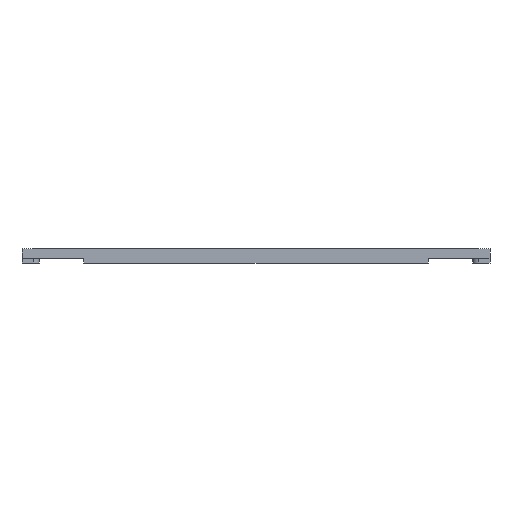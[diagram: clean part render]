
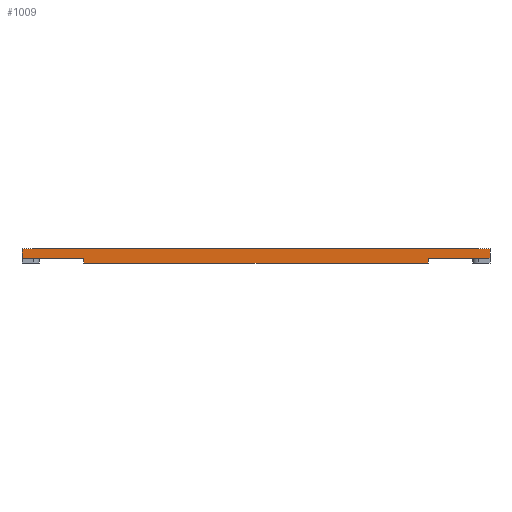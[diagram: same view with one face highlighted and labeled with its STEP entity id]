
A CAD part, front view. The second image highlights one B-rep face of the part: STEP entity #1009.
In plain terms, the highlighted planar face has unit normal (0, -1, 0).
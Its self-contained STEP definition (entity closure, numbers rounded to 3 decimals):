
#71 = EDGE_CURVE('',#72,#74,#76,.T.);
#72 = VERTEX_POINT('',#73);
#73 = CARTESIAN_POINT('',(0.,0.,1.5));
#74 = VERTEX_POINT('',#75);
#75 = CARTESIAN_POINT('',(76.,0.,1.5));
#76 = LINE('',#77,#78);
#77 = CARTESIAN_POINT('',(0.,0.,1.5));
#78 = VECTOR('',#79,1.);
#79 = DIRECTION('',(1.,0.,0.));
#1009 = ADVANCED_FACE('',(#1010),#1067,.T.);
#1010 = FACE_BOUND('',#1011,.T.);
#1011 = EDGE_LOOP('',(#1012,#1020,#1028,#1036,#1044,#1052,#1060,#1066));
#1012 = ORIENTED_EDGE('',*,*,#1013,.F.);
#1013 = EDGE_CURVE('',#1014,#72,#1016,.T.);
#1014 = VERTEX_POINT('',#1015);
#1015 = CARTESIAN_POINT('',(0.,0.,0.));
#1016 = LINE('',#1017,#1018);
#1017 = CARTESIAN_POINT('',(0.,0.,0.));
#1018 = VECTOR('',#1019,1.);
#1019 = DIRECTION('',(0.,0.,1.));
#1020 = ORIENTED_EDGE('',*,*,#1021,.T.);
#1021 = EDGE_CURVE('',#1014,#1022,#1024,.T.);
#1022 = VERTEX_POINT('',#1023);
#1023 = CARTESIAN_POINT('',(10.,0.,0.));
#1024 = LINE('',#1025,#1026);
#1025 = CARTESIAN_POINT('',(0.,0.,0.));
#1026 = VECTOR('',#1027,1.);
#1027 = DIRECTION('',(1.,0.,0.));
#1028 = ORIENTED_EDGE('',*,*,#1029,.T.);
#1029 = EDGE_CURVE('',#1022,#1030,#1032,.T.);
#1030 = VERTEX_POINT('',#1031);
#1031 = CARTESIAN_POINT('',(10.,0.,-0.8));
#1032 = LINE('',#1033,#1034);
#1033 = CARTESIAN_POINT('',(10.,0.,0.));
#1034 = VECTOR('',#1035,1.);
#1035 = DIRECTION('',(0.,0.,-1.));
#1036 = ORIENTED_EDGE('',*,*,#1037,.T.);
#1037 = EDGE_CURVE('',#1030,#1038,#1040,.T.);
#1038 = VERTEX_POINT('',#1039);
#1039 = CARTESIAN_POINT('',(66.,0.,-0.8));
#1040 = LINE('',#1041,#1042);
#1041 = CARTESIAN_POINT('',(10.,0.,-0.8));
#1042 = VECTOR('',#1043,1.);
#1043 = DIRECTION('',(1.,0.,0.));
#1044 = ORIENTED_EDGE('',*,*,#1045,.F.);
#1045 = EDGE_CURVE('',#1046,#1038,#1048,.T.);
#1046 = VERTEX_POINT('',#1047);
#1047 = CARTESIAN_POINT('',(66.,0.,0.));
#1048 = LINE('',#1049,#1050);
#1049 = CARTESIAN_POINT('',(66.,0.,0.));
#1050 = VECTOR('',#1051,1.);
#1051 = DIRECTION('',(0.,0.,-1.));
#1052 = ORIENTED_EDGE('',*,*,#1053,.T.);
#1053 = EDGE_CURVE('',#1046,#1054,#1056,.T.);
#1054 = VERTEX_POINT('',#1055);
#1055 = CARTESIAN_POINT('',(76.,0.,0.));
#1056 = LINE('',#1057,#1058);
#1057 = CARTESIAN_POINT('',(0.,0.,0.));
#1058 = VECTOR('',#1059,1.);
#1059 = DIRECTION('',(1.,0.,0.));
#1060 = ORIENTED_EDGE('',*,*,#1061,.T.);
#1061 = EDGE_CURVE('',#1054,#74,#1062,.T.);
#1062 = LINE('',#1063,#1064);
#1063 = CARTESIAN_POINT('',(76.,0.,0.));
#1064 = VECTOR('',#1065,1.);
#1065 = DIRECTION('',(0.,0.,1.));
#1066 = ORIENTED_EDGE('',*,*,#71,.F.);
#1067 = PLANE('',#1068);
#1068 = AXIS2_PLACEMENT_3D('',#1069,#1070,#1071);
#1069 = CARTESIAN_POINT('',(38.,0.,0.452));
#1070 = DIRECTION('',(-0.,-1.,-0.));
#1071 = DIRECTION('',(0.,0.,-1.));
